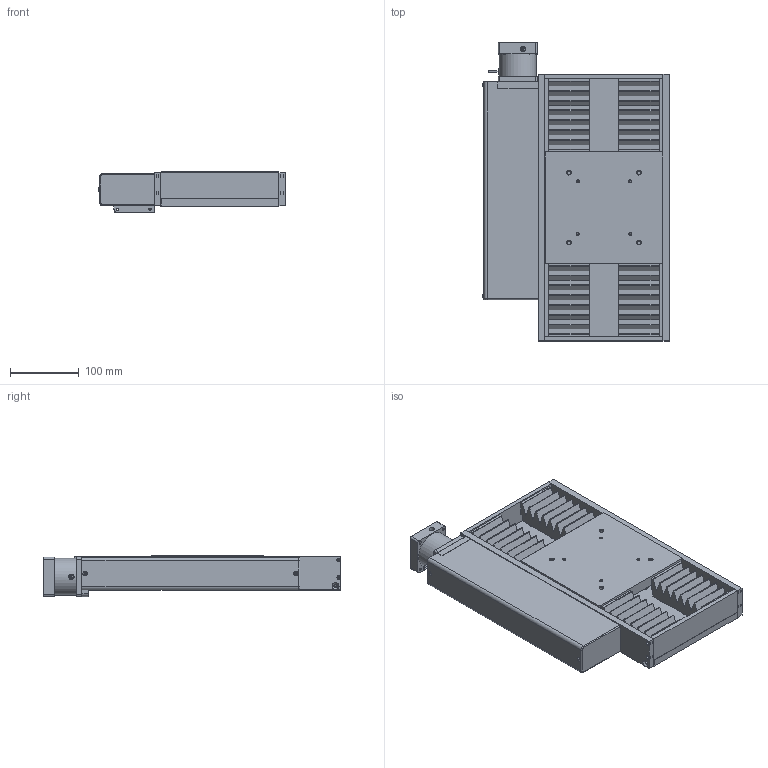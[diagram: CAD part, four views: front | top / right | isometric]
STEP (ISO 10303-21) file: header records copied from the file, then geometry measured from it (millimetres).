
FILE_DESCRIPTION (( 'STEP AP203' ), '1' );
FILE_NAME ('0-412-2A-6-BSB.STEP', '2020-09-16T17:04:58', ( '' ), ( '' ), 'SwSTEP 2.0', 'SolidWorks 2019', '' );
FILE_SCHEMA (( 'CONFIG_CONTROL_DESIGN' ));
Length unit declared in the file: inch
Products named in the file (1): 0-412-2A-6-BSB
Bounding box: 271.74 x 432.86 x 59.83 mm (x, y, z)
Volume: 3456085.3 mm3; surface area: 562941.8 mm2
Topology: 12 solids, 12 shells, 660 faces, 1625 edges, 1054 vertices
Faces by surface type: plane 296, cylinder 273, cone 86, torus 3, sphere 2
Full cylindrical faces by diameter (mm): 2.032 x2, 2.261 x8, 2.9 x1, 3.264 x8, 3.4 x2, 3.454 x8, 3.797 x10, 4.2 x4, 5.105 x16, 5.5 x5, 5.558 x16, 6 x1, 6.5 x2, 6.6 x8, 6.655 x2, 7.62 x2, 8 x2, 9 x16, 10.213 x2, 11 x8, 15 x16, 18 x1, 25.4 x1, 27.94 x1, 30.48 x1, 31.8 x1, 38.1 x2, 54 x1
Entity records: 18332 total; most frequent: CARTESIAN_POINT 3285, DIRECTION 3269, ORIENTED_EDGE 2636, EDGE_CURVE 1318, AXIS2_PLACEMENT_3D 1295, EDGE_LOOP 1063, VERTEX_POINT 981, FACE_OUTER_BOUND 810
